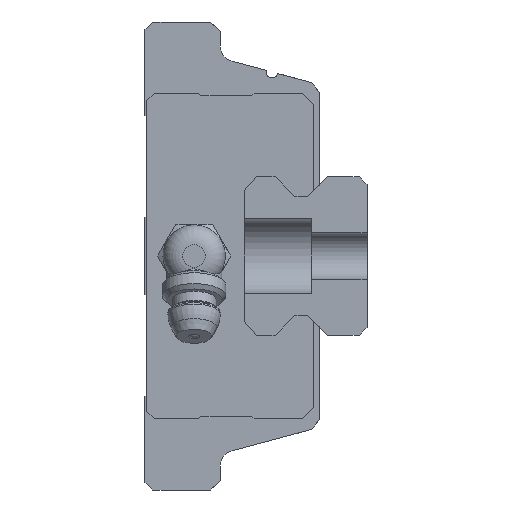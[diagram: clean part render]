
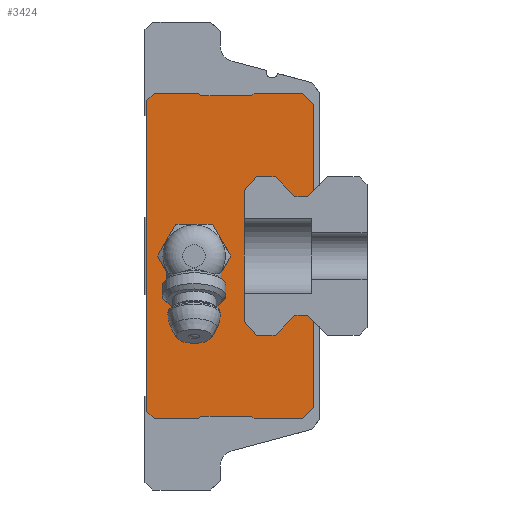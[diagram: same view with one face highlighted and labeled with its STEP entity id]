
A CAD part, left-side view. The second image highlights one B-rep face of the part: STEP entity #3424.
In plain terms, the highlighted planar face has unit normal (-1, 0, 0).
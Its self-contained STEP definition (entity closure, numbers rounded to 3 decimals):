
#772=ORIENTED_EDGE('',*,*,#1459,.F.);
#773=ORIENTED_EDGE('',*,*,#1490,.F.);
#774=ORIENTED_EDGE('',*,*,#1488,.F.);
#775=ORIENTED_EDGE('',*,*,#1486,.F.);
#776=ORIENTED_EDGE('',*,*,#1484,.F.);
#777=ORIENTED_EDGE('',*,*,#1482,.F.);
#778=ORIENTED_EDGE('',*,*,#1480,.F.);
#779=ORIENTED_EDGE('',*,*,#1478,.F.);
#780=ORIENTED_EDGE('',*,*,#1476,.F.);
#781=ORIENTED_EDGE('',*,*,#1474,.F.);
#782=ORIENTED_EDGE('',*,*,#1366,.F.);
#783=ORIENTED_EDGE('',*,*,#1363,.F.);
#784=ORIENTED_EDGE('',*,*,#1360,.F.);
#785=ORIENTED_EDGE('',*,*,#1357,.F.);
#786=ORIENTED_EDGE('',*,*,#1354,.F.);
#787=ORIENTED_EDGE('',*,*,#1351,.F.);
#788=ORIENTED_EDGE('',*,*,#1348,.F.);
#789=ORIENTED_EDGE('',*,*,#1345,.F.);
#790=ORIENTED_EDGE('',*,*,#1342,.F.);
#791=ORIENTED_EDGE('',*,*,#1339,.F.);
#792=ORIENTED_EDGE('',*,*,#1335,.F.);
#793=ORIENTED_EDGE('',*,*,#1473,.F.);
#794=ORIENTED_EDGE('',*,*,#1471,.F.);
#795=ORIENTED_EDGE('',*,*,#1469,.F.);
#796=ORIENTED_EDGE('',*,*,#1467,.F.);
#797=ORIENTED_EDGE('',*,*,#1465,.F.);
#798=ORIENTED_EDGE('',*,*,#1463,.F.);
#799=ORIENTED_EDGE('',*,*,#1461,.F.);
#800=ORIENTED_EDGE('',*,*,#1491,.T.);
#801=ORIENTED_EDGE('',*,*,#1492,.T.);
#802=ORIENTED_EDGE('',*,*,#1493,.T.);
#803=ORIENTED_EDGE('',*,*,#1494,.T.);
#804=ORIENTED_EDGE('',*,*,#1495,.T.);
#805=ORIENTED_EDGE('',*,*,#1496,.T.);
#1335=EDGE_CURVE('',#1780,#1781,#2092,.T.);
#1339=EDGE_CURVE('',#1781,#1784,#2096,.T.);
#1342=EDGE_CURVE('',#1784,#1786,#2099,.T.);
#1345=EDGE_CURVE('',#1786,#1788,#2102,.T.);
#1348=EDGE_CURVE('',#1788,#1790,#2105,.T.);
#1351=EDGE_CURVE('',#1790,#1792,#2108,.T.);
#1354=EDGE_CURVE('',#1792,#1794,#2111,.T.);
#1357=EDGE_CURVE('',#1794,#1796,#2114,.T.);
#1360=EDGE_CURVE('',#1796,#1798,#2117,.T.);
#1363=EDGE_CURVE('',#1798,#1800,#2120,.T.);
#1366=EDGE_CURVE('',#1800,#1802,#2123,.T.);
#1459=EDGE_CURVE('',#1848,#1849,#2211,.T.);
#1461=EDGE_CURVE('',#1849,#1850,#2213,.T.);
#1463=EDGE_CURVE('',#1850,#1851,#2215,.T.);
#1465=EDGE_CURVE('',#1851,#1852,#2217,.T.);
#1467=EDGE_CURVE('',#1852,#1853,#2219,.T.);
#1469=EDGE_CURVE('',#1853,#1854,#2221,.T.);
#1471=EDGE_CURVE('',#1854,#1855,#2223,.T.);
#1473=EDGE_CURVE('',#1855,#1780,#2225,.T.);
#1474=EDGE_CURVE('',#1802,#1856,#2226,.T.);
#1476=EDGE_CURVE('',#1856,#1857,#2228,.T.);
#1478=EDGE_CURVE('',#1857,#1858,#2230,.T.);
#1480=EDGE_CURVE('',#1858,#1859,#2232,.T.);
#1482=EDGE_CURVE('',#1859,#1860,#2234,.T.);
#1484=EDGE_CURVE('',#1860,#1861,#2236,.T.);
#1486=EDGE_CURVE('',#1861,#1862,#2238,.T.);
#1488=EDGE_CURVE('',#1862,#1863,#2240,.T.);
#1490=EDGE_CURVE('',#1863,#1848,#2242,.T.);
#1491=EDGE_CURVE('',#1864,#1865,#2243,.T.);
#1492=EDGE_CURVE('',#1865,#1866,#2244,.T.);
#1493=EDGE_CURVE('',#1866,#1867,#2245,.T.);
#1494=EDGE_CURVE('',#1867,#1868,#2246,.T.);
#1495=EDGE_CURVE('',#1868,#1869,#2247,.T.);
#1496=EDGE_CURVE('',#1869,#1864,#2248,.T.);
#1780=VERTEX_POINT('',#5181);
#1781=VERTEX_POINT('',#5183);
#1784=VERTEX_POINT('',#5191);
#1786=VERTEX_POINT('',#5197);
#1788=VERTEX_POINT('',#5203);
#1790=VERTEX_POINT('',#5209);
#1792=VERTEX_POINT('',#5215);
#1794=VERTEX_POINT('',#5221);
#1796=VERTEX_POINT('',#5227);
#1798=VERTEX_POINT('',#5233);
#1800=VERTEX_POINT('',#5239);
#1802=VERTEX_POINT('',#5245);
#1848=VERTEX_POINT('',#5423);
#1849=VERTEX_POINT('',#5425);
#1850=VERTEX_POINT('',#5429);
#1851=VERTEX_POINT('',#5433);
#1852=VERTEX_POINT('',#5437);
#1853=VERTEX_POINT('',#5441);
#1854=VERTEX_POINT('',#5445);
#1855=VERTEX_POINT('',#5449);
#1856=VERTEX_POINT('',#5455);
#1857=VERTEX_POINT('',#5459);
#1858=VERTEX_POINT('',#5463);
#1859=VERTEX_POINT('',#5467);
#1860=VERTEX_POINT('',#5471);
#1861=VERTEX_POINT('',#5475);
#1862=VERTEX_POINT('',#5479);
#1863=VERTEX_POINT('',#5483);
#1864=VERTEX_POINT('',#5489);
#1865=VERTEX_POINT('',#5490);
#1866=VERTEX_POINT('',#5492);
#1867=VERTEX_POINT('',#5494);
#1868=VERTEX_POINT('',#5496);
#1869=VERTEX_POINT('',#5498);
#2092=LINE('',#5182,#2478);
#2096=LINE('',#5190,#2482);
#2099=LINE('',#5196,#2485);
#2102=LINE('',#5202,#2488);
#2105=LINE('',#5208,#2491);
#2108=LINE('',#5214,#2494);
#2111=LINE('',#5220,#2497);
#2114=LINE('',#5226,#2500);
#2117=LINE('',#5232,#2503);
#2120=LINE('',#5238,#2506);
#2123=LINE('',#5244,#2509);
#2211=LINE('',#5424,#2597);
#2213=LINE('',#5428,#2599);
#2215=LINE('',#5432,#2601);
#2217=LINE('',#5436,#2603);
#2219=LINE('',#5440,#2605);
#2221=LINE('',#5444,#2607);
#2223=LINE('',#5448,#2609);
#2225=LINE('',#5452,#2611);
#2226=LINE('',#5454,#2612);
#2228=LINE('',#5458,#2614);
#2230=LINE('',#5462,#2616);
#2232=LINE('',#5466,#2618);
#2234=LINE('',#5470,#2620);
#2236=LINE('',#5474,#2622);
#2238=LINE('',#5478,#2624);
#2240=LINE('',#5482,#2626);
#2242=LINE('',#5486,#2628);
#2243=LINE('',#5488,#2629);
#2244=LINE('',#5491,#2630);
#2245=LINE('',#5493,#2631);
#2246=LINE('',#5495,#2632);
#2247=LINE('',#5497,#2633);
#2248=LINE('',#5499,#2634);
#2478=VECTOR('',#4116,1000.);
#2482=VECTOR('',#4122,1000.);
#2485=VECTOR('',#4127,1000.);
#2488=VECTOR('',#4132,1000.);
#2491=VECTOR('',#4137,1000.);
#2494=VECTOR('',#4142,1000.);
#2497=VECTOR('',#4147,1000.);
#2500=VECTOR('',#4152,1000.);
#2503=VECTOR('',#4157,1000.);
#2506=VECTOR('',#4162,1000.);
#2509=VECTOR('',#4167,1000.);
#2597=VECTOR('',#4345,1000.);
#2599=VECTOR('',#4349,1000.);
#2601=VECTOR('',#4353,1000.);
#2603=VECTOR('',#4357,1000.);
#2605=VECTOR('',#4361,1000.);
#2607=VECTOR('',#4365,1000.);
#2609=VECTOR('',#4369,1000.);
#2611=VECTOR('',#4373,1000.);
#2612=VECTOR('',#4376,1000.);
#2614=VECTOR('',#4380,1000.);
#2616=VECTOR('',#4384,1000.);
#2618=VECTOR('',#4388,1000.);
#2620=VECTOR('',#4392,1000.);
#2622=VECTOR('',#4396,1000.);
#2624=VECTOR('',#4400,1000.);
#2626=VECTOR('',#4404,1000.);
#2628=VECTOR('',#4408,1000.);
#2629=VECTOR('',#4411,1000.);
#2630=VECTOR('',#4412,1000.);
#2631=VECTOR('',#4413,1000.);
#2632=VECTOR('',#4414,1000.);
#2633=VECTOR('',#4415,1000.);
#2634=VECTOR('',#4416,1000.);
#2837=EDGE_LOOP('',(#772,#773,#774,#775,#776,#777,#778,#779,#780,#781,#782,
#783,#784,#785,#786,#787,#788,#789,#790,#791,#792,#793,#794,#795,#796,#797,
#798,#799));
#2838=EDGE_LOOP('',(#800,#801,#802,#803,#804,#805));
#3062=FACE_BOUND('',#2837,.T.);
#3063=FACE_BOUND('',#2838,.T.);
#3266=PLANE('',#3687);
#3424=ADVANCED_FACE('',(#3062,#3063),#3266,.F.);
#3687=AXIS2_PLACEMENT_3D('',#5487,#4409,#4410);
#4116=DIRECTION('',(0.,0.707,-0.707));
#4122=DIRECTION('',(0.,1.,0.));
#4127=DIRECTION('',(0.,0.707,0.707));
#4132=DIRECTION('',(0.,1.,0.));
#4137=DIRECTION('',(0.,0.664,-0.747));
#4142=DIRECTION('',(0.,0.,-1.));
#4147=DIRECTION('',(0.,-0.664,-0.747));
#4152=DIRECTION('',(0.,-1.,0.));
#4157=DIRECTION('',(0.,-0.707,0.707));
#4162=DIRECTION('',(0.,-1.,0.));
#4167=DIRECTION('',(0.,-0.707,-0.707));
#4345=DIRECTION('',(0.,-0.707,0.707));
#4349=DIRECTION('',(0.,-1.,0.));
#4353=DIRECTION('',(0.,-0.707,-0.707));
#4357=DIRECTION('',(0.,-1.,0.));
#4361=DIRECTION('',(0.,-0.707,0.707));
#4365=DIRECTION('',(0.,-1.,0.));
#4369=DIRECTION('',(0.,-0.707,-0.707));
#4373=DIRECTION('',(0.,0.,-1.));
#4376=DIRECTION('',(0.,0.,-1.));
#4380=DIRECTION('',(0.,0.707,-0.707));
#4384=DIRECTION('',(0.,1.,0.));
#4388=DIRECTION('',(0.,0.707,0.707));
#4392=DIRECTION('',(0.,1.,0.));
#4396=DIRECTION('',(0.,0.707,-0.707));
#4400=DIRECTION('',(0.,1.,0.));
#4404=DIRECTION('',(0.,0.707,0.707));
#4408=DIRECTION('',(0.,0.,1.));
#4409=DIRECTION('',(1.,0.,0.));
#4410=DIRECTION('',(0.,0.,-1.));
#4411=DIRECTION('',(0.,1.,0.));
#4412=DIRECTION('',(0.,0.5,0.866));
#4413=DIRECTION('',(0.,-0.5,0.866));
#4414=DIRECTION('',(0.,-1.,0.));
#4415=DIRECTION('',(0.,-0.5,-0.866));
#4416=DIRECTION('',(0.,0.5,-0.866));
#5181=CARTESIAN_POINT('',(-32.45,-21.25,8.25));
#5182=CARTESIAN_POINT('',(-32.45,-21.25,8.25));
#5183=CARTESIAN_POINT('',(-32.45,-20.5,7.5));
#5190=CARTESIAN_POINT('',(-32.45,-20.5,7.5));
#5191=CARTESIAN_POINT('',(-32.45,-18.9,7.5));
#5196=CARTESIAN_POINT('',(-32.45,-18.9,7.5));
#5197=CARTESIAN_POINT('',(-32.45,-16.4,10.));
#5202=CARTESIAN_POINT('',(-32.45,-16.4,10.));
#5203=CARTESIAN_POINT('',(-32.45,-14.1,10.));
#5208=CARTESIAN_POINT('',(-32.45,-14.1,10.));
#5209=CARTESIAN_POINT('',(-32.45,-12.5,8.2));
#5214=CARTESIAN_POINT('',(-32.45,-12.5,8.2));
#5215=CARTESIAN_POINT('',(-32.45,-12.5,-8.2));
#5220=CARTESIAN_POINT('',(-32.45,-12.5,-8.2));
#5221=CARTESIAN_POINT('',(-32.45,-14.1,-10.));
#5226=CARTESIAN_POINT('',(-32.45,-14.1,-10.));
#5227=CARTESIAN_POINT('',(-32.45,-16.4,-10.));
#5232=CARTESIAN_POINT('',(-32.45,-16.4,-10.));
#5233=CARTESIAN_POINT('',(-32.45,-18.9,-7.5));
#5238=CARTESIAN_POINT('',(-32.45,-18.9,-7.5));
#5239=CARTESIAN_POINT('',(-32.45,-20.5,-7.5));
#5244=CARTESIAN_POINT('',(-32.45,-20.5,-7.5));
#5245=CARTESIAN_POINT('',(-32.45,-21.25,-8.25));
#5423=CARTESIAN_POINT('',(-32.45,-0.25,19.6));
#5424=CARTESIAN_POINT('',(-32.45,-0.25,19.6));
#5425=CARTESIAN_POINT('',(-32.45,-1.15,20.5));
#5428=CARTESIAN_POINT('',(-32.45,-1.15,20.5));
#5429=CARTESIAN_POINT('',(-32.45,-6.75,20.5));
#5432=CARTESIAN_POINT('',(-32.45,-6.75,20.5));
#5433=CARTESIAN_POINT('',(-32.45,-7.05,20.2));
#5436=CARTESIAN_POINT('',(-32.45,-7.05,20.2));
#5437=CARTESIAN_POINT('',(-32.45,-13.45,20.2));
#5440=CARTESIAN_POINT('',(-32.45,-13.45,20.2));
#5441=CARTESIAN_POINT('',(-32.45,-13.75,20.5));
#5444=CARTESIAN_POINT('',(-32.45,-13.75,20.5));
#5445=CARTESIAN_POINT('',(-32.45,-19.85,20.5));
#5448=CARTESIAN_POINT('',(-32.45,-19.85,20.5));
#5449=CARTESIAN_POINT('',(-32.45,-21.25,19.1));
#5452=CARTESIAN_POINT('',(-32.45,-21.25,19.1));
#5454=CARTESIAN_POINT('',(-32.45,-21.25,-8.25));
#5455=CARTESIAN_POINT('',(-32.45,-21.25,-19.1));
#5458=CARTESIAN_POINT('',(-32.45,-21.25,-19.1));
#5459=CARTESIAN_POINT('',(-32.45,-19.85,-20.5));
#5462=CARTESIAN_POINT('',(-32.45,-19.85,-20.5));
#5463=CARTESIAN_POINT('',(-32.45,-13.75,-20.5));
#5466=CARTESIAN_POINT('',(-32.45,-13.75,-20.5));
#5467=CARTESIAN_POINT('',(-32.45,-13.45,-20.2));
#5470=CARTESIAN_POINT('',(-32.45,-13.45,-20.2));
#5471=CARTESIAN_POINT('',(-32.45,-7.05,-20.2));
#5474=CARTESIAN_POINT('',(-32.45,-7.05,-20.2));
#5475=CARTESIAN_POINT('',(-32.45,-6.75,-20.5));
#5478=CARTESIAN_POINT('',(-32.45,-6.75,-20.5));
#5479=CARTESIAN_POINT('',(-32.45,-1.15,-20.5));
#5482=CARTESIAN_POINT('',(-32.45,-1.15,-20.5));
#5483=CARTESIAN_POINT('',(-32.45,-0.25,-19.6));
#5486=CARTESIAN_POINT('',(-32.45,-0.25,-19.6));
#5487=CARTESIAN_POINT('',(-32.45,0.,0.));
#5488=CARTESIAN_POINT('',(-32.45,-8.509,-4.));
#5489=CARTESIAN_POINT('',(-32.45,-8.509,-4.));
#5490=CARTESIAN_POINT('',(-32.45,-3.891,-4.));
#5491=CARTESIAN_POINT('',(-32.45,-3.891,-4.));
#5492=CARTESIAN_POINT('',(-32.45,-1.581,0.));
#5493=CARTESIAN_POINT('',(-32.45,-1.581,0.));
#5494=CARTESIAN_POINT('',(-32.45,-3.891,4.));
#5495=CARTESIAN_POINT('',(-32.45,-3.891,4.));
#5496=CARTESIAN_POINT('',(-32.45,-8.509,4.));
#5497=CARTESIAN_POINT('',(-32.45,-8.509,4.));
#5498=CARTESIAN_POINT('',(-32.45,-10.819,0.));
#5499=CARTESIAN_POINT('',(-32.45,-10.819,0.));
